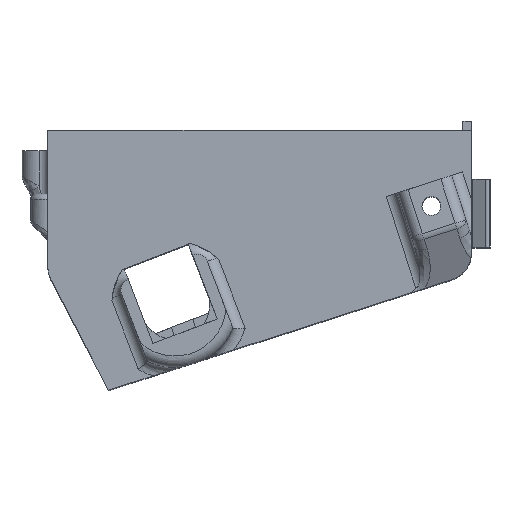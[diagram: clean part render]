
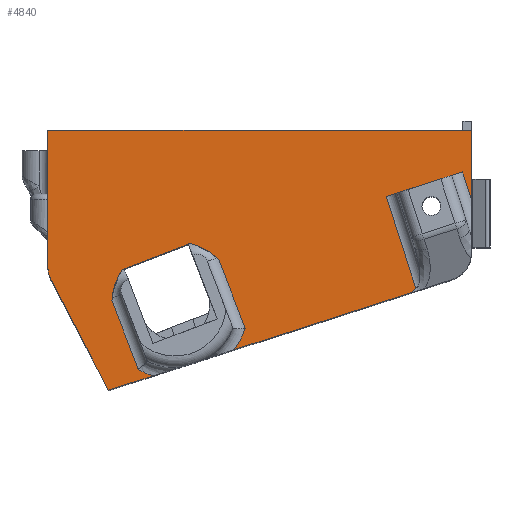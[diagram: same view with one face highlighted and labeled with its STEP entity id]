
A CAD part, top view. The second image highlights one B-rep face of the part: STEP entity #4840.
In plain terms, the highlighted planar face has unit normal (0, 0, 1).
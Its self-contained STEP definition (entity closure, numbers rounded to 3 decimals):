
#45=FACE_BOUND('',#752,.T.);
#131=B_SPLINE_CURVE_WITH_KNOTS('',3,(#8290,#8291,#8292,#8293,#8294,#8295,
#8296,#8297,#8298,#8299,#8300,#8301),.UNSPECIFIED.,.F.,.F.,(4,2,2,2,2,4),
(-0.001,0.,0.035,0.071,0.111,
0.157),.UNSPECIFIED.);
#258=PLANE('',#5211);
#465=FACE_OUTER_BOUND('',#751,.T.);
#751=EDGE_LOOP('',(#4046,#4047,#4048,#4049,#4050,#4051,#4052,#4053,#4054,
#4055,#4056,#4057,#4058,#4059,#4060,#4061,#4062,#4063,#4064,#4065,#4066,
#4067,#4068,#4069));
#752=EDGE_LOOP('',(#4070));
#990=LINE('',#7218,#1481);
#1076=LINE('',#7412,#1567);
#1174=LINE('',#7697,#1665);
#1194=LINE('',#8038,#1685);
#1197=LINE('',#8085,#1688);
#1221=LINE('',#8288,#1712);
#1222=LINE('',#8303,#1713);
#1223=LINE('',#8305,#1714);
#1224=LINE('',#8307,#1715);
#1225=LINE('',#8309,#1716);
#1226=LINE('',#8311,#1717);
#1227=LINE('',#8313,#1718);
#1228=LINE('',#8314,#1719);
#1229=LINE('',#8317,#1720);
#1230=LINE('',#8321,#1721);
#1231=LINE('',#8326,#1722);
#1481=VECTOR('',#5644,10.);
#1567=VECTOR('',#5812,10.);
#1665=VECTOR('',#6042,10.);
#1685=VECTOR('',#6122,10.);
#1688=VECTOR('',#6125,10.);
#1712=VECTOR('',#6217,10.);
#1713=VECTOR('',#6218,10.);
#1714=VECTOR('',#6219,10.);
#1715=VECTOR('',#6220,10.);
#1716=VECTOR('',#6221,10.);
#1717=VECTOR('',#6222,10.);
#1718=VECTOR('',#6223,10.);
#1719=VECTOR('',#6224,10.);
#1720=VECTOR('',#6227,10.);
#1721=VECTOR('',#6230,10.);
#1722=VECTOR('',#6235,10.);
#1938=CIRCLE('',#5210,13.);
#1939=CIRCLE('',#5212,5.);
#1940=CIRCLE('',#5213,13.);
#1941=CIRCLE('',#5214,11.);
#1942=CIRCLE('',#5215,4.);
#1943=CIRCLE('',#5216,4.);
#1944=CIRCLE('',#5217,11.);
#1945=CIRCLE('',#5218,1.65);
#2106=VERTEX_POINT('',#7215);
#2107=VERTEX_POINT('',#7217);
#2174=VERTEX_POINT('',#7411);
#2234=VERTEX_POINT('',#7584);
#2273=VERTEX_POINT('',#7695);
#2300=VERTEX_POINT('',#8014);
#2301=VERTEX_POINT('',#8037);
#2306=VERTEX_POINT('',#8073);
#2307=VERTEX_POINT('',#8084);
#2341=VERTEX_POINT('',#8272);
#2342=VERTEX_POINT('',#8287);
#2343=VERTEX_POINT('',#8289);
#2344=VERTEX_POINT('',#8302);
#2345=VERTEX_POINT('',#8304);
#2346=VERTEX_POINT('',#8306);
#2347=VERTEX_POINT('',#8308);
#2348=VERTEX_POINT('',#8310);
#2349=VERTEX_POINT('',#8312);
#2350=VERTEX_POINT('',#8315);
#2351=VERTEX_POINT('',#8318);
#2352=VERTEX_POINT('',#8320);
#2353=VERTEX_POINT('',#8322);
#2354=VERTEX_POINT('',#8324);
#2355=VERTEX_POINT('',#8327);
#2356=VERTEX_POINT('',#8330);
#2615=EDGE_CURVE('',#2106,#2107,#990,.T.);
#2712=EDGE_CURVE('',#2174,#2107,#1076,.T.);
#2846=EDGE_CURVE('',#2106,#2273,#1174,.T.);
#2892=EDGE_CURVE('',#2301,#2300,#1194,.T.);
#2898=EDGE_CURVE('',#2307,#2306,#1197,.T.);
#2949=EDGE_CURVE('',#2301,#2341,#1938,.T.);
#2951=EDGE_CURVE('',#2341,#2342,#1221,.T.);
#2952=EDGE_CURVE('',#2343,#2300,#131,.T.);
#2953=EDGE_CURVE('',#2344,#2343,#1222,.T.);
#2954=EDGE_CURVE('',#2344,#2345,#1223,.T.);
#2955=EDGE_CURVE('',#2346,#2345,#1224,.T.);
#2956=EDGE_CURVE('',#2347,#2346,#1225,.T.);
#2957=EDGE_CURVE('',#2348,#2347,#1226,.T.);
#2958=EDGE_CURVE('',#2348,#2349,#1227,.T.);
#2959=EDGE_CURVE('',#2174,#2349,#1228,.T.);
#2960=EDGE_CURVE('',#2350,#2273,#1939,.T.);
#2961=EDGE_CURVE('',#2350,#2307,#1229,.T.);
#2962=EDGE_CURVE('',#2351,#2306,#1940,.T.);
#2963=EDGE_CURVE('',#2352,#2351,#1230,.T.);
#2964=EDGE_CURVE('',#2353,#2352,#1941,.T.);
#2965=EDGE_CURVE('',#2354,#2353,#1942,.T.);
#2966=EDGE_CURVE('',#2234,#2354,#1231,.T.);
#2967=EDGE_CURVE('',#2355,#2234,#1943,.T.);
#2968=EDGE_CURVE('',#2342,#2355,#1944,.T.);
#2969=EDGE_CURVE('',#2356,#2356,#1945,.T.);
#4046=ORIENTED_EDGE('',*,*,#2951,.F.);
#4047=ORIENTED_EDGE('',*,*,#2949,.F.);
#4048=ORIENTED_EDGE('',*,*,#2892,.T.);
#4049=ORIENTED_EDGE('',*,*,#2952,.F.);
#4050=ORIENTED_EDGE('',*,*,#2953,.F.);
#4051=ORIENTED_EDGE('',*,*,#2954,.T.);
#4052=ORIENTED_EDGE('',*,*,#2955,.F.);
#4053=ORIENTED_EDGE('',*,*,#2956,.F.);
#4054=ORIENTED_EDGE('',*,*,#2957,.F.);
#4055=ORIENTED_EDGE('',*,*,#2958,.T.);
#4056=ORIENTED_EDGE('',*,*,#2959,.F.);
#4057=ORIENTED_EDGE('',*,*,#2712,.T.);
#4058=ORIENTED_EDGE('',*,*,#2615,.F.);
#4059=ORIENTED_EDGE('',*,*,#2846,.T.);
#4060=ORIENTED_EDGE('',*,*,#2960,.F.);
#4061=ORIENTED_EDGE('',*,*,#2961,.T.);
#4062=ORIENTED_EDGE('',*,*,#2898,.T.);
#4063=ORIENTED_EDGE('',*,*,#2962,.F.);
#4064=ORIENTED_EDGE('',*,*,#2963,.F.);
#4065=ORIENTED_EDGE('',*,*,#2964,.F.);
#4066=ORIENTED_EDGE('',*,*,#2965,.F.);
#4067=ORIENTED_EDGE('',*,*,#2966,.F.);
#4068=ORIENTED_EDGE('',*,*,#2967,.F.);
#4069=ORIENTED_EDGE('',*,*,#2968,.F.);
#4070=ORIENTED_EDGE('',*,*,#2969,.T.);
#4840=ADVANCED_FACE('',(#465,#45),#258,.T.);
#5210=AXIS2_PLACEMENT_3D('',#8273,#6213,#6214);
#5211=AXIS2_PLACEMENT_3D('',#8286,#6215,#6216);
#5212=AXIS2_PLACEMENT_3D('',#8316,#6225,#6226);
#5213=AXIS2_PLACEMENT_3D('',#8319,#6228,#6229);
#5214=AXIS2_PLACEMENT_3D('',#8323,#6231,#6232);
#5215=AXIS2_PLACEMENT_3D('',#8325,#6233,#6234);
#5216=AXIS2_PLACEMENT_3D('',#8328,#6236,#6237);
#5217=AXIS2_PLACEMENT_3D('',#8329,#6238,#6239);
#5218=AXIS2_PLACEMENT_3D('',#8331,#6240,#6241);
#5644=DIRECTION('',(1.,0.,0.));
#5812=DIRECTION('',(0.,1.,0.));
#6042=DIRECTION('',(0.,-1.,0.));
#6122=DIRECTION('',(0.952,0.306,0.));
#6125=DIRECTION('',(0.952,0.306,0.));
#6213=DIRECTION('center_axis',(0.,0.,1.));
#6214=DIRECTION('ref_axis',(0.857,-0.515,0.));
#6215=DIRECTION('center_axis',(0.,0.,1.));
#6216=DIRECTION('ref_axis',(1.,0.,0.));
#6217=DIRECTION('',(-0.358,0.934,0.));
#6218=DIRECTION('',(0.306,-0.952,0.));
#6219=DIRECTION('',(0.952,0.306,0.));
#6220=DIRECTION('',(-0.306,0.952,0.));
#6221=DIRECTION('',(-0.952,-0.306,0.));
#6222=DIRECTION('',(0.306,-0.952,0.));
#6223=DIRECTION('',(0.952,0.306,0.));
#6224=DIRECTION('',(-0.306,0.952,0.));
#6225=DIRECTION('center_axis',(0.,0.,-1.));
#6226=DIRECTION('ref_axis',(-0.971,-0.237,0.));
#6227=DIRECTION('',(0.461,-0.887,0.));
#6228=DIRECTION('center_axis',(0.,0.,1.));
#6229=DIRECTION('ref_axis',(-0.344,-0.939,0.));
#6230=DIRECTION('',(0.358,-0.934,0.));
#6231=DIRECTION('center_axis',(0.,0.,1.));
#6232=DIRECTION('ref_axis',(-0.952,-0.306,0.));
#6233=DIRECTION('center_axis',(0.,0.,1.));
#6234=DIRECTION('ref_axis',(-0.914,0.407,0.));
#6235=DIRECTION('',(-0.934,-0.358,0.));
#6236=DIRECTION('center_axis',(0.,0.,1.));
#6237=DIRECTION('ref_axis',(0.407,0.914,0.));
#6238=DIRECTION('center_axis',(0.,0.,1.));
#6239=DIRECTION('ref_axis',(-0.952,-0.306,0.));
#6240=DIRECTION('center_axis',(0.,0.,-1.));
#6241=DIRECTION('ref_axis',(1.,0.,0.));
#7215=CARTESIAN_POINT('',(-37.,13.25,0.));
#7217=CARTESIAN_POINT('',(37.,13.25,0.));
#7218=CARTESIAN_POINT('',(-37.,13.25,0.));
#7411=CARTESIAN_POINT('',(37.,1.099,0.));
#7412=CARTESIAN_POINT('',(37.,-11.75,0.));
#7584=CARTESIAN_POINT('',(-12.446,-6.653,0.));
#7695=CARTESIAN_POINT('',(-37.,-10.529,0.));
#7697=CARTESIAN_POINT('',(-37.,11.75,0.));
#8014=CARTESIAN_POINT('',(26.05,-15.274,0.));
#8037=CARTESIAN_POINT('',(-4.499,-25.107,0.));
#8038=CARTESIAN_POINT('',(-26.399,-32.156,0.));
#8073=CARTESIAN_POINT('',(-18.598,-29.645,0.));
#8084=CARTESIAN_POINT('',(-26.399,-32.156,0.));
#8085=CARTESIAN_POINT('',(-26.399,-32.156,0.));
#8272=CARTESIAN_POINT('',(-2.509,-21.377,0.));
#8273=CARTESIAN_POINT('Origin',(-14.822,-17.206,0.));
#8286=CARTESIAN_POINT('Origin',(0.,-10.203,0.));
#8287=CARTESIAN_POINT('',(-7.129,-9.344,0.));
#8288=CARTESIAN_POINT('',(-3.709,-18.251,0.));
#8289=CARTESIAN_POINT('',(27.256,-14.323,0.));
#8290=CARTESIAN_POINT('Ctrl Pts',(27.256,-14.323,0.));
#8291=CARTESIAN_POINT('Ctrl Pts',(27.255,-14.325,0.));
#8292=CARTESIAN_POINT('Ctrl Pts',(27.254,-14.327,0.));
#8293=CARTESIAN_POINT('Ctrl Pts',(27.2,-14.433,0.));
#8294=CARTESIAN_POINT('Ctrl Pts',(27.135,-14.53,0.));
#8295=CARTESIAN_POINT('Ctrl Pts',(26.986,-14.711,0.));
#8296=CARTESIAN_POINT('Ctrl Pts',(26.901,-14.794,0.));
#8297=CARTESIAN_POINT('Ctrl Pts',(26.708,-14.953,0.));
#8298=CARTESIAN_POINT('Ctrl Pts',(26.597,-15.027,0.));
#8299=CARTESIAN_POINT('Ctrl Pts',(26.343,-15.166,0.));
#8300=CARTESIAN_POINT('Ctrl Pts',(26.199,-15.226,0.));
#8301=CARTESIAN_POINT('Ctrl Pts',(26.05,-15.274,0.));
#8302=CARTESIAN_POINT('',(22.111,1.663,0.));
#8303=CARTESIAN_POINT('',(22.804,-0.489,0.));
#8304=CARTESIAN_POINT('',(26.014,2.919,0.));
#8305=CARTESIAN_POINT('',(16.074,-0.28,0.));
#8306=CARTESIAN_POINT('',(28.159,-3.744,0.));
#8307=CARTESIAN_POINT('',(26.014,2.919,0.));
#8308=CARTESIAN_POINT('',(33.68,-1.967,0.));
#8309=CARTESIAN_POINT('',(28.159,-3.744,0.));
#8310=CARTESIAN_POINT('',(31.535,4.696,0.));
#8311=CARTESIAN_POINT('',(33.68,-1.967,0.));
#8312=CARTESIAN_POINT('',(35.438,5.952,0.));
#8313=CARTESIAN_POINT('',(16.074,-0.28,0.));
#8314=CARTESIAN_POINT('',(37.863,-1.584,0.));
#8315=CARTESIAN_POINT('',(-36.437,-12.834,0.));
#8316=CARTESIAN_POINT('Origin',(-32.,-10.529,0.));
#8317=CARTESIAN_POINT('',(-37.,-11.75,0.));
#8318=CARTESIAN_POINT('',(-21.181,-28.544,0.));
#8319=CARTESIAN_POINT('Origin',(-14.822,-17.206,0.));
#8320=CARTESIAN_POINT('',(-25.8,-16.511,0.));
#8321=CARTESIAN_POINT('',(-25.632,-16.95,0.));
#8322=CARTESIAN_POINT('',(-23.966,-11.091,0.));
#8323=CARTESIAN_POINT('Origin',(-14.822,-17.206,0.));
#8324=CARTESIAN_POINT('',(-23.649,-10.954,0.));
#8325=CARTESIAN_POINT('Origin',(-22.215,-14.688,0.));
#8326=CARTESIAN_POINT('',(-6.682,-4.441,0.));
#8327=CARTESIAN_POINT('',(-12.118,-6.543,0.));
#8328=CARTESIAN_POINT('Origin',(-11.012,-10.387,0.));
#8329=CARTESIAN_POINT('Origin',(-14.822,-17.206,0.));
#8330=CARTESIAN_POINT('',(28.35,0.,0.));
#8331=CARTESIAN_POINT('Origin',(30.,0.,0.));
